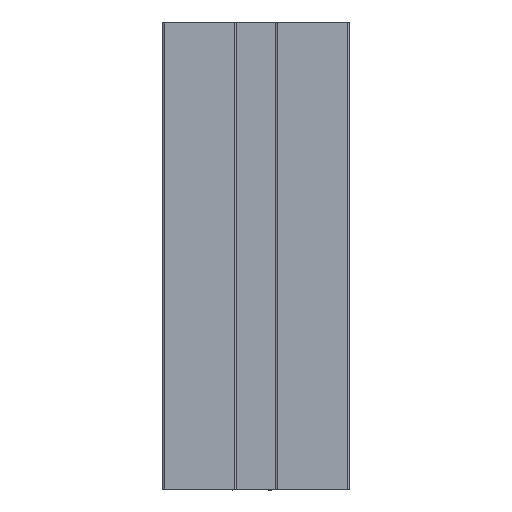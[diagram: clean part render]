
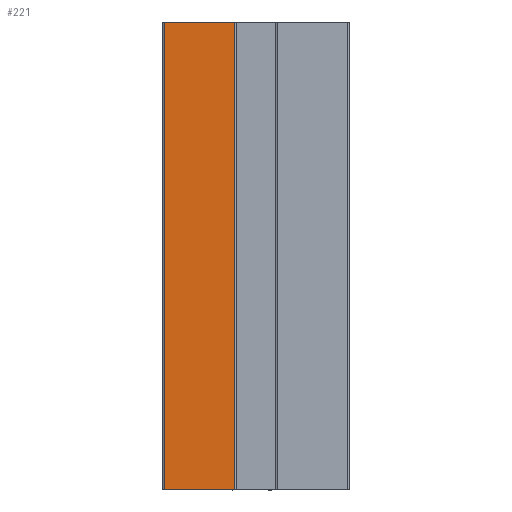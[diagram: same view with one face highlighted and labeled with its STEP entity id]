
A CAD part, left-side view. The second image highlights one B-rep face of the part: STEP entity #221.
In plain terms, the highlighted planar face has unit normal (-1, 0, 0).
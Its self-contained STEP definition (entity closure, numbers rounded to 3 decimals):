
#221 = ADVANCED_FACE ( 'NONE', ( #6422 ), #6329, .F. ) ;
#291 = VECTOR ( 'NONE', #1720, 1000. ) ;
#846 = EDGE_LOOP ( 'NONE', ( #3183, #7361, #7836, #4020 ) ) ;
#936 = DIRECTION ( 'NONE',  ( 0., -1., 0. ) ) ;
#1535 = VERTEX_POINT ( 'NONE', #5294 ) ;
#1690 = CARTESIAN_POINT ( 'NONE',  ( 7707.477, 1405.503, 0. ) ) ;
#1708 = VERTEX_POINT ( 'NONE', #9409 ) ;
#1720 = DIRECTION ( 'NONE',  ( 0., 0., 1. ) ) ;
#2268 = LINE ( 'NONE', #6318, #291 ) ;
#2659 = VERTEX_POINT ( 'NONE', #8777 ) ;
#2716 = CARTESIAN_POINT ( 'NONE',  ( 7707.477, 1390.503, 100. ) ) ;
#2732 = VERTEX_POINT ( 'NONE', #9130 ) ;
#2746 = AXIS2_PLACEMENT_3D ( 'NONE', #5531, #5657, #6253 ) ;
#2778 = DIRECTION ( 'NONE',  ( 0., 0., -1. ) ) ;
#3183 = ORIENTED_EDGE ( 'NONE', *, *, #3508, .F. ) ;
#3508 = EDGE_CURVE ( 'NONE', #1708, #1535, #6063, .T. ) ;
#3529 = VECTOR ( 'NONE', #936, 1000. ) ;
#3952 = CARTESIAN_POINT ( 'NONE',  ( 7707.477, 1381.403, 100. ) ) ;
#4020 = ORIENTED_EDGE ( 'NONE', *, *, #9175, .T. ) ;
#5294 = CARTESIAN_POINT ( 'NONE',  ( 7707.477, 1390.503, 0. ) ) ;
#5531 = CARTESIAN_POINT ( 'NONE',  ( 7707.477, 1405.503, 100. ) ) ;
#5543 = VECTOR ( 'NONE', #7084, 1000. ) ;
#5657 = DIRECTION ( 'NONE',  ( 1., 0., 0. ) ) ;
#5798 = LINE ( 'NONE', #3952, #3529 ) ;
#6063 = LINE ( 'NONE', #2716, #7858 ) ;
#6253 = DIRECTION ( 'NONE',  ( 0., 0., -1. ) ) ;
#6318 = CARTESIAN_POINT ( 'NONE',  ( 7707.477, 1405.503, 100. ) ) ;
#6329 = PLANE ( 'NONE',  #2746 ) ;
#6373 = EDGE_CURVE ( 'NONE', #2732, #2659, #2268, .T. ) ;
#6422 = FACE_OUTER_BOUND ( 'NONE', #846, .T. ) ;
#7084 = DIRECTION ( 'NONE',  ( 0., -1., 0. ) ) ;
#7361 = ORIENTED_EDGE ( 'NONE', *, *, #9163, .F. ) ;
#7364 = LINE ( 'NONE', #1690, #5543 ) ;
#7836 = ORIENTED_EDGE ( 'NONE', *, *, #6373, .F. ) ;
#7858 = VECTOR ( 'NONE', #2778, 1000. ) ;
#8777 = CARTESIAN_POINT ( 'NONE',  ( 7707.477, 1405.503, 100. ) ) ;
#9130 = CARTESIAN_POINT ( 'NONE',  ( 7707.477, 1405.503, 0. ) ) ;
#9163 = EDGE_CURVE ( 'NONE', #2659, #1708, #5798, .T. ) ;
#9175 = EDGE_CURVE ( 'NONE', #2732, #1535, #7364, .T. ) ;
#9409 = CARTESIAN_POINT ( 'NONE',  ( 7707.477, 1390.503, 100. ) ) ;
